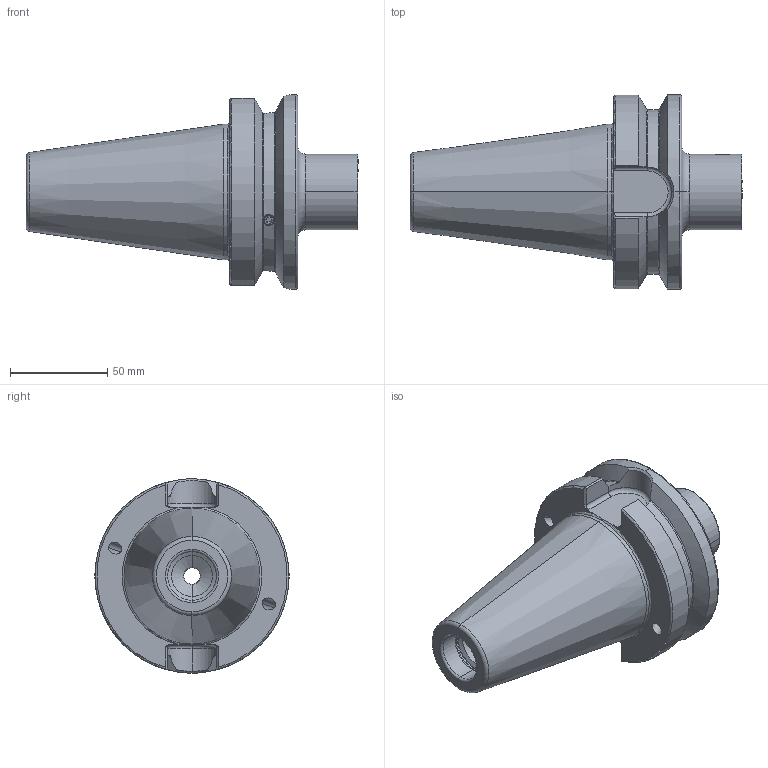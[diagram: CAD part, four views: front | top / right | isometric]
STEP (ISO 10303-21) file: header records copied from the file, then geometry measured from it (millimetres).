
FILE_DESCRIPTION (( 'STEP AP203' ), '1' );
FILE_NAME ('BB5-ST4.K01.069.STEP', '2016-02-12T09:41:34', ( 'SWIAdmin' ), ( 'Hewlett-Packard Company' ), 'SwSTEP 2.0', 'SolidWorks 2015', '' );
FILE_SCHEMA (( 'CONFIG_CONTROL_DESIGN' ));
Length unit declared in the file: millimetre
Products named in the file (4): BB5-ST4.K01.069; BB5-ST4.K01.069_A_mit Bundk”lung; ST4-ER1.001.011_A; ISO 4026 - M6 x 5
Assembly tree (3 placements, depth 2):
  BB5-ST4.K01.069
    BB5-ST4.K01.069_A_mit Bundk”lung
    ST4-ER1.001.011_A
    ISO 4026 - M6 x 5
Bounding box: 170.8 x 100 x 100 mm (x, y, z)
Volume: 490601.8 mm3; surface area: 58464.2 mm2
Topology: 3 solids, 3 shells, 168 faces, 420 edges, 259 vertices
Faces by surface type: cylinder 53, plane 45, torus 32, cone 32, bspline 6
Entity records: 6497 total; most frequent: CARTESIAN_POINT 2243, ORIENTED_EDGE 836, DIRECTION 770, EDGE_CURVE 418, AXIS2_PLACEMENT_3D 309, VERTEX_POINT 259, EDGE_LOOP 181, FACE_OUTER_BOUND 168
